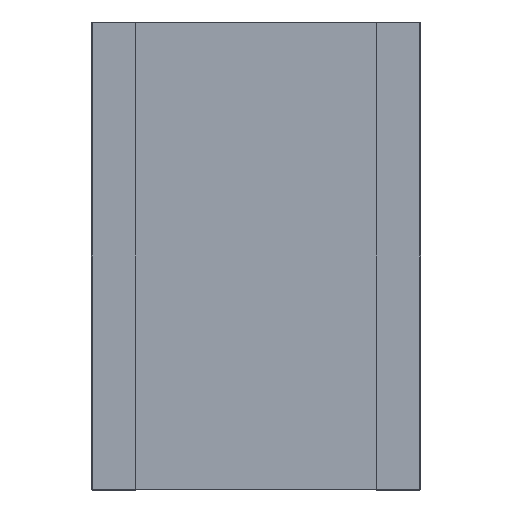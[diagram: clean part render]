
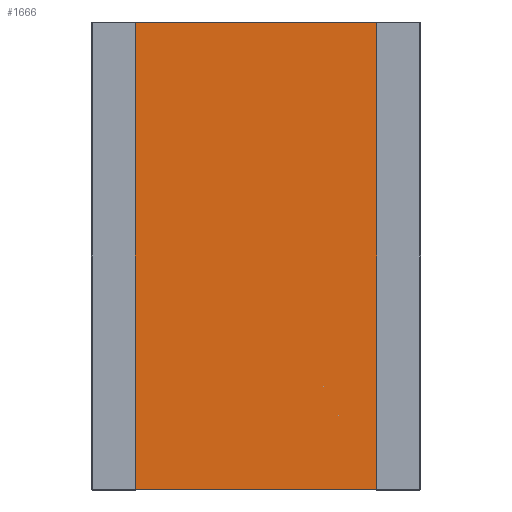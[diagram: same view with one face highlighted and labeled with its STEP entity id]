
A CAD part, front view. The second image highlights one B-rep face of the part: STEP entity #1666.
In plain terms, the highlighted planar face has unit normal (0, -1, 0).
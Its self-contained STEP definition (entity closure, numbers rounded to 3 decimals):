
#70 = VECTOR ( 'NONE', #1267, 1000. ) ;
#160 = VERTEX_POINT ( 'NONE', #446 ) ;
#446 = CARTESIAN_POINT ( 'NONE',  ( -1.65, 0.01, -3.19 ) ) ;
#556 = ORIENTED_EDGE ( 'NONE', *, *, #2985, .F. ) ;
#575 = ORIENTED_EDGE ( 'NONE', *, *, #2307, .F. ) ;
#696 = CARTESIAN_POINT ( 'NONE',  ( -8.129, 0.01, 3.19 ) ) ;
#711 = CARTESIAN_POINT ( 'NONE',  ( 1.65, 0.01, -3.19 ) ) ;
#742 = CARTESIAN_POINT ( 'NONE',  ( -1.65, 0.01, 3.19 ) ) ;
#804 = VERTEX_POINT ( 'NONE', #6096 ) ;
#907 = AXIS2_PLACEMENT_3D ( 'NONE', #4416, #2033, #1977 ) ;
#925 = LINE ( 'NONE', #1291, #2174 ) ;
#1037 = LINE ( 'NONE', #5109, #70 ) ;
#1267 = DIRECTION ( 'NONE',  ( 0., 0., -1. ) ) ;
#1291 = CARTESIAN_POINT ( 'NONE',  ( -8.129, 0.01, -3.19 ) ) ;
#1561 = FACE_OUTER_BOUND ( 'NONE', #2905, .T. ) ;
#1666 = ADVANCED_FACE ( 'NONE', ( #1561 ), #3942, .T. ) ;
#1769 = DIRECTION ( 'NONE',  ( 1., 0., 0. ) ) ;
#1977 = DIRECTION ( 'NONE',  ( 0., 0., -1. ) ) ;
#2033 = DIRECTION ( 'NONE',  ( 0., -1., 0. ) ) ;
#2062 = DIRECTION ( 'NONE',  ( 0., 0., -1. ) ) ;
#2174 = VECTOR ( 'NONE', #1769, 1000. ) ;
#2307 = EDGE_CURVE ( 'NONE', #804, #2708, #2693, .T. ) ;
#2587 = ORIENTED_EDGE ( 'NONE', *, *, #4438, .T. ) ;
#2693 = LINE ( 'NONE', #696, #5864 ) ;
#2708 = VERTEX_POINT ( 'NONE', #3935 ) ;
#2905 = EDGE_LOOP ( 'NONE', ( #575, #3803, #2587, #556 ) ) ;
#2985 = EDGE_CURVE ( 'NONE', #2708, #6004, #1037, .T. ) ;
#3016 = EDGE_CURVE ( 'NONE', #804, #160, #4976, .T. ) ;
#3197 = VECTOR ( 'NONE', #2062, 1000. ) ;
#3803 = ORIENTED_EDGE ( 'NONE', *, *, #3016, .T. ) ;
#3935 = CARTESIAN_POINT ( 'NONE',  ( 1.65, 0.01, 3.19 ) ) ;
#3942 = PLANE ( 'NONE',  #907 ) ;
#4043 = DIRECTION ( 'NONE',  ( 1., 0., 0. ) ) ;
#4416 = CARTESIAN_POINT ( 'NONE',  ( -8.129, 0.01, 3.19 ) ) ;
#4438 = EDGE_CURVE ( 'NONE', #160, #6004, #925, .T. ) ;
#4976 = LINE ( 'NONE', #742, #3197 ) ;
#5109 = CARTESIAN_POINT ( 'NONE',  ( 1.65, 0.01, 3.19 ) ) ;
#5864 = VECTOR ( 'NONE', #4043, 1000. ) ;
#6004 = VERTEX_POINT ( 'NONE', #711 ) ;
#6096 = CARTESIAN_POINT ( 'NONE',  ( -1.65, 0.01, 3.19 ) ) ;
